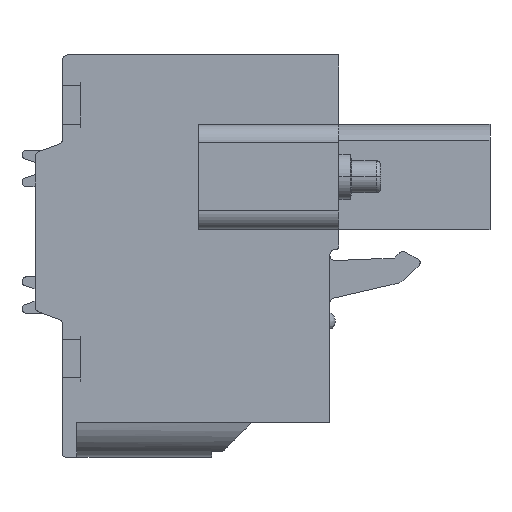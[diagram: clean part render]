
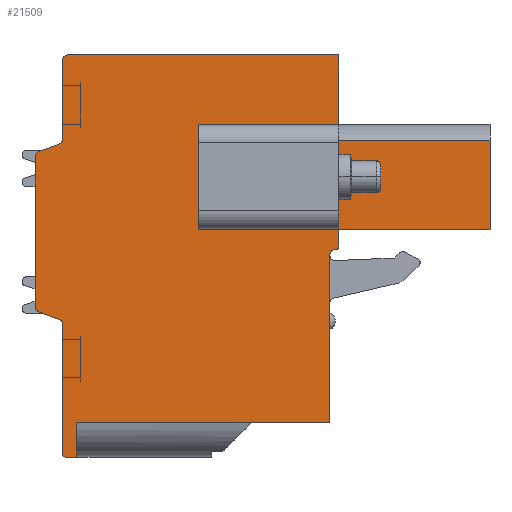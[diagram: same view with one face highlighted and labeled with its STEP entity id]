
A CAD part, front view. The second image highlights one B-rep face of the part: STEP entity #21509.
In plain terms, the highlighted planar face has unit normal (0, -1, 0).
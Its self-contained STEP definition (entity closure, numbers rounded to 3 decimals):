
#417=DIRECTION('',(-1.,0.,0.));
#418=VECTOR('',#417,6.3);
#419=CARTESIAN_POINT('',(2.781,-86.26,1.9));
#420=LINE('',#419,#418);
#421=DIRECTION('',(1.,0.,0.));
#422=VECTOR('',#421,6.3);
#423=CARTESIAN_POINT('',(-3.519,-86.26,7.65));
#424=LINE('',#423,#422);
#425=DIRECTION('',(0.,0.,1.));
#426=VECTOR('',#425,5.75);
#427=CARTESIAN_POINT('',(-3.519,-86.26,1.9));
#428=LINE('',#427,#426);
#429=DIRECTION('',(0.,0.,-1.));
#430=VECTOR('',#429,4.7);
#431=CARTESIAN_POINT('',(4.181,-86.26,11.475));
#432=LINE('',#431,#430);
#433=DIRECTION('',(-1.,0.,0.));
#434=VECTOR('',#433,8.3);
#435=CARTESIAN_POINT('',(12.481,-86.26,6.775));
#436=LINE('',#435,#434);
#437=DIRECTION('',(0.,0.,-1.));
#438=VECTOR('',#437,4.9);
#439=CARTESIAN_POINT('',(12.481,-86.26,6.775));
#440=LINE('',#439,#438);
#441=DIRECTION('',(-1.,0.,0.));
#442=VECTOR('',#441,8.3);
#443=CARTESIAN_POINT('',(12.481,-86.26,1.875));
#444=LINE('',#443,#442);
#445=DIRECTION('',(0.,0.,-1.));
#446=VECTOR('',#445,0.901);
#447=CARTESIAN_POINT('',(4.181,-86.26,1.875));
#448=LINE('',#447,#446);
#449=CARTESIAN_POINT('',(3.981,-86.26,0.974));
#450=DIRECTION('',(0.,1.,0.));
#451=DIRECTION('',(1.,0.,0.));
#452=AXIS2_PLACEMENT_3D('',#449,#450,#451);
#454=CARTESIAN_POINT('',(3.981,-86.26,0.474));
#455=DIRECTION('',(0.,-1.,0.));
#456=DIRECTION('',(0.,0.,1.));
#457=AXIS2_PLACEMENT_3D('',#454,#455,#456);
#459=DIRECTION('',(-1.,0.,0.));
#460=VECTOR('',#459,13.9);
#461=CARTESIAN_POINT('',(3.681,-86.26,-8.725));
#462=LINE('',#461,#460);
#463=DIRECTION('',(0.,0.,-1.));
#464=VECTOR('',#463,1.9);
#465=CARTESIAN_POINT('',(-10.219,-86.26,-8.725));
#466=LINE('',#465,#464);
#467=DIRECTION('',(-1.,0.,0.));
#468=VECTOR('',#467,0.6);
#469=CARTESIAN_POINT('',(-10.219,-86.26,-10.625));
#470=LINE('',#469,#468);
#471=CARTESIAN_POINT('',(-10.819,-86.26,-10.425));
#472=DIRECTION('',(0.,1.,0.));
#473=DIRECTION('',(0.,0.,-1.));
#474=AXIS2_PLACEMENT_3D('',#471,#472,#473);
#476=DIRECTION('',(0.,0.,1.));
#477=VECTOR('',#476,7.095);
#478=CARTESIAN_POINT('',(-11.019,-86.26,-10.425));
#479=LINE('',#478,#477);
#480=CARTESIAN_POINT('',(-11.319,-86.26,-3.33));
#481=DIRECTION('',(0.,-1.,0.));
#482=DIRECTION('',(1.,0.,0.));
#483=AXIS2_PLACEMENT_3D('',#480,#481,#482);
#485=DIRECTION('',(-0.94,0.,0.342));
#486=VECTOR('',#485,1.176);
#487=CARTESIAN_POINT('',(-11.216,-86.26,-3.048));
#488=LINE('',#487,#486);
#489=CARTESIAN_POINT('',(-12.219,-86.26,-2.364));
#490=DIRECTION('',(0.,1.,0.));
#491=DIRECTION('',(-0.342,0.,-0.94));
#492=AXIS2_PLACEMENT_3D('',#489,#490,#491);
#494=DIRECTION('',(0.,0.,1.));
#495=VECTOR('',#494,8.238);
#496=CARTESIAN_POINT('',(-12.519,-86.26,-2.364));
#497=LINE('',#496,#495);
#498=CARTESIAN_POINT('',(-12.219,-86.26,5.874));
#499=DIRECTION('',(0.,1.,0.));
#500=DIRECTION('',(-1.,0.,0.));
#501=AXIS2_PLACEMENT_3D('',#498,#499,#500);
#503=DIRECTION('',(0.94,0.,0.342));
#504=VECTOR('',#503,1.176);
#505=CARTESIAN_POINT('',(-12.321,-86.26,6.156));
#506=LINE('',#505,#504);
#507=CARTESIAN_POINT('',(-11.319,-86.26,6.84));
#508=DIRECTION('',(0.,-1.,0.));
#509=DIRECTION('',(0.342,0.,-0.94));
#510=AXIS2_PLACEMENT_3D('',#507,#508,#509);
#512=DIRECTION('',(0.,0.,1.));
#513=VECTOR('',#512,4.335);
#514=CARTESIAN_POINT('',(-11.019,-86.26,6.84));
#515=LINE('',#514,#513);
#516=CARTESIAN_POINT('',(-10.719,-86.26,11.175));
#517=DIRECTION('',(0.,1.,0.));
#518=DIRECTION('',(-1.,0.,0.));
#519=AXIS2_PLACEMENT_3D('',#516,#517,#518);
#521=DIRECTION('',(1.,0.,0.));
#522=VECTOR('',#521,14.9);
#523=CARTESIAN_POINT('',(-10.719,-86.26,11.475));
#524=LINE('',#523,#522);
#679=DIRECTION('',(0.,0.,1.));
#680=VECTOR('',#679,5.75);
#681=CARTESIAN_POINT('',(2.781,-86.26,1.9));
#682=LINE('',#681,#680);
#3733=DIRECTION('',(0.,0.,1.));
#3734=VECTOR('',#3733,9.199);
#3735=CARTESIAN_POINT('',(3.681,-86.26,-8.725));
#3736=LINE('',#3735,#3734);
#16264=CARTESIAN_POINT('',(-12.519,-86.26,-2.364));
#16265=CARTESIAN_POINT('',(-12.519,-86.26,5.874));
#16266=VERTEX_POINT('',#16264);
#16267=VERTEX_POINT('',#16265);
#16268=CARTESIAN_POINT('',(-12.321,-86.26,6.156));
#16269=VERTEX_POINT('',#16268);
#16270=CARTESIAN_POINT('',(-11.216,-86.26,6.558));
#16271=VERTEX_POINT('',#16270);
#16272=CARTESIAN_POINT('',(-11.019,-86.26,6.84));
#16273=VERTEX_POINT('',#16272);
#16274=CARTESIAN_POINT('',(-11.019,-86.26,11.175));
#16275=VERTEX_POINT('',#16274);
#16276=CARTESIAN_POINT('',(-10.719,-86.26,11.475));
#16277=VERTEX_POINT('',#16276);
#16278=CARTESIAN_POINT('',(4.181,-86.26,11.475));
#16279=VERTEX_POINT('',#16278);
#16280=CARTESIAN_POINT('',(3.681,-86.26,-8.725));
#16281=CARTESIAN_POINT('',(-10.219,-86.26,-8.725));
#16282=VERTEX_POINT('',#16280);
#16283=VERTEX_POINT('',#16281);
#16284=CARTESIAN_POINT('',(-10.219,-86.26,-10.625));
#16285=VERTEX_POINT('',#16284);
#16286=CARTESIAN_POINT('',(-10.819,-86.26,-10.625));
#16287=VERTEX_POINT('',#16286);
#16288=CARTESIAN_POINT('',(-11.019,-86.26,-10.425));
#16289=VERTEX_POINT('',#16288);
#16290=CARTESIAN_POINT('',(-11.019,-86.26,-3.33));
#16291=VERTEX_POINT('',#16290);
#16292=CARTESIAN_POINT('',(-11.216,-86.26,-3.048));
#16293=VERTEX_POINT('',#16292);
#16294=CARTESIAN_POINT('',(-12.321,-86.26,-2.646));
#16295=VERTEX_POINT('',#16294);
#16306=CARTESIAN_POINT('',(4.181,-86.26,0.974));
#16307=CARTESIAN_POINT('',(3.981,-86.26,0.774));
#16308=VERTEX_POINT('',#16306);
#16309=VERTEX_POINT('',#16307);
#16310=CARTESIAN_POINT('',(4.181,-86.26,1.875));
#16311=VERTEX_POINT('',#16310);
#16312=CARTESIAN_POINT('',(3.681,-86.26,0.474));
#16313=VERTEX_POINT('',#16312);
#16314=CARTESIAN_POINT('',(12.481,-86.26,1.875));
#16315=VERTEX_POINT('',#16314);
#17538=CARTESIAN_POINT('',(12.481,-86.26,6.775));
#17539=VERTEX_POINT('',#17538);
#20890=CARTESIAN_POINT('',(-3.519,-86.26,1.9));
#20891=CARTESIAN_POINT('',(-3.519,-86.26,7.65));
#20892=VERTEX_POINT('',#20890);
#20893=VERTEX_POINT('',#20891);
#20912=CARTESIAN_POINT('',(2.781,-86.26,1.9));
#20913=CARTESIAN_POINT('',(2.781,-86.26,7.65));
#20914=VERTEX_POINT('',#20912);
#20915=VERTEX_POINT('',#20913);
#20928=CARTESIAN_POINT('',(4.181,-86.26,6.775));
#20929=VERTEX_POINT('',#20928);
#21447=CARTESIAN_POINT('',(0.,-86.26,0.));
#21448=DIRECTION('',(0.,1.,0.));
#21449=DIRECTION('',(1.,0.,0.));
#21450=AXIS2_PLACEMENT_3D('',#21447,#21448,#21449);
#21451=PLANE('',#21450);
#21452=ORIENTED_EDGE('',*,*,#21195,.T.);
#21454=ORIENTED_EDGE('',*,*,#21453,.F.);
#21456=ORIENTED_EDGE('',*,*,#21455,.T.);
#21458=ORIENTED_EDGE('',*,*,#21457,.T.);
#21460=ORIENTED_EDGE('',*,*,#21459,.T.);
#21462=ORIENTED_EDGE('',*,*,#21461,.T.);
#21464=ORIENTED_EDGE('',*,*,#21463,.T.);
#21466=ORIENTED_EDGE('',*,*,#21465,.F.);
#21468=ORIENTED_EDGE('',*,*,#21467,.T.);
#21470=ORIENTED_EDGE('',*,*,#21469,.T.);
#21472=ORIENTED_EDGE('',*,*,#21471,.T.);
#21474=ORIENTED_EDGE('',*,*,#21473,.T.);
#21476=ORIENTED_EDGE('',*,*,#21475,.T.);
#21478=ORIENTED_EDGE('',*,*,#21477,.T.);
#21480=ORIENTED_EDGE('',*,*,#21479,.T.);
#21482=ORIENTED_EDGE('',*,*,#21481,.T.);
#21484=ORIENTED_EDGE('',*,*,#21483,.T.);
#21486=ORIENTED_EDGE('',*,*,#21485,.T.);
#21488=ORIENTED_EDGE('',*,*,#21487,.T.);
#21490=ORIENTED_EDGE('',*,*,#21489,.T.);
#21492=ORIENTED_EDGE('',*,*,#21491,.T.);
#21494=ORIENTED_EDGE('',*,*,#21493,.T.);
#21496=ORIENTED_EDGE('',*,*,#21495,.T.);
#21497=EDGE_LOOP('',(#21452,#21454,#21456,#21458,#21460,#21462,#21464,#21466,
#21468,#21470,#21472,#21474,#21476,#21478,#21480,#21482,#21484,#21486,#21488,
#21490,#21492,#21494,#21496));
#21498=FACE_OUTER_BOUND('',#21497,.F.);
#21500=ORIENTED_EDGE('',*,*,#21499,.F.);
#21502=ORIENTED_EDGE('',*,*,#21501,.T.);
#21504=ORIENTED_EDGE('',*,*,#21503,.F.);
#21506=ORIENTED_EDGE('',*,*,#21505,.F.);
#21507=EDGE_LOOP('',(#21500,#21502,#21504,#21506));
#21508=FACE_BOUND('',#21507,.F.);
#21509=ADVANCED_FACE('',(#21498,#21508),#21451,.F.);
#453=CIRCLE('',#452,0.2);
#458=CIRCLE('',#457,0.3);
#475=CIRCLE('',#474,0.2);
#484=CIRCLE('',#483,0.3);
#493=CIRCLE('',#492,0.3);
#502=CIRCLE('',#501,0.3);
#511=CIRCLE('',#510,0.3);
#520=CIRCLE('',#519,0.3);
#21195=EDGE_CURVE('',#16279,#20929,#432,.T.);
#21453=EDGE_CURVE('',#17539,#20929,#436,.T.);
#21455=EDGE_CURVE('',#17539,#16315,#440,.T.);
#21457=EDGE_CURVE('',#16315,#16311,#444,.T.);
#21459=EDGE_CURVE('',#16311,#16308,#448,.T.);
#21461=EDGE_CURVE('',#16308,#16309,#453,.T.);
#21463=EDGE_CURVE('',#16309,#16313,#458,.T.);
#21465=EDGE_CURVE('',#16282,#16313,#3736,.T.);
#21467=EDGE_CURVE('',#16282,#16283,#462,.T.);
#21469=EDGE_CURVE('',#16283,#16285,#466,.T.);
#21471=EDGE_CURVE('',#16285,#16287,#470,.T.);
#21473=EDGE_CURVE('',#16287,#16289,#475,.T.);
#21475=EDGE_CURVE('',#16289,#16291,#479,.T.);
#21477=EDGE_CURVE('',#16291,#16293,#484,.T.);
#21479=EDGE_CURVE('',#16293,#16295,#488,.T.);
#21481=EDGE_CURVE('',#16295,#16266,#493,.T.);
#21483=EDGE_CURVE('',#16266,#16267,#497,.T.);
#21485=EDGE_CURVE('',#16267,#16269,#502,.T.);
#21487=EDGE_CURVE('',#16269,#16271,#506,.T.);
#21489=EDGE_CURVE('',#16271,#16273,#511,.T.);
#21491=EDGE_CURVE('',#16273,#16275,#515,.T.);
#21493=EDGE_CURVE('',#16275,#16277,#520,.T.);
#21495=EDGE_CURVE('',#16277,#16279,#524,.T.);
#21499=EDGE_CURVE('',#20914,#20892,#420,.T.);
#21501=EDGE_CURVE('',#20914,#20915,#682,.T.);
#21503=EDGE_CURVE('',#20893,#20915,#424,.T.);
#21505=EDGE_CURVE('',#20892,#20893,#428,.T.);
